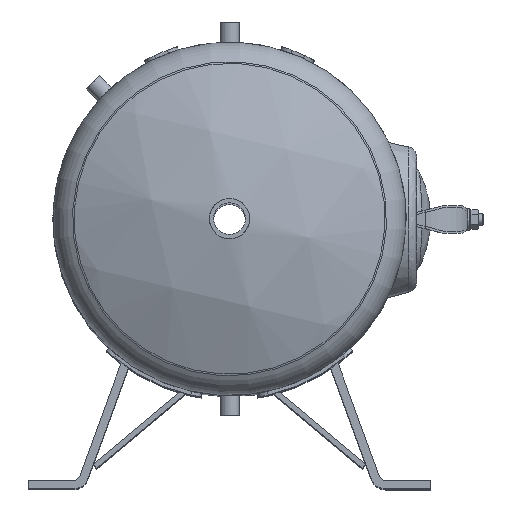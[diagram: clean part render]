
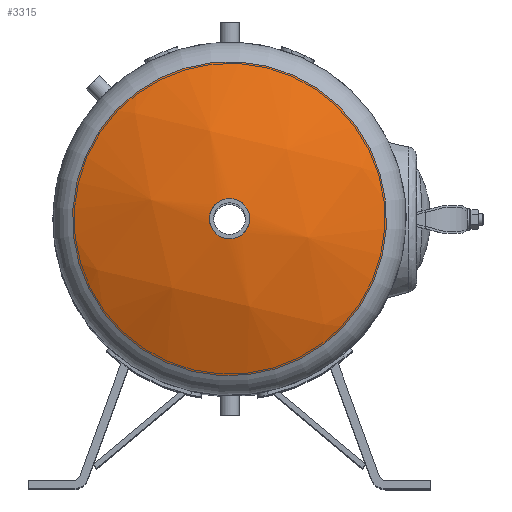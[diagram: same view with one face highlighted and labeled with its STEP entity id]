
A CAD part, top view. The second image highlights one B-rep face of the part: STEP entity #3315.
In plain terms, the highlighted spherical face has radius 500 mm.
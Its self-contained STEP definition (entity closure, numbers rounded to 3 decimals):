
#133=SPHERICAL_SURFACE('',#3583,500.);
#221=FACE_BOUND('',#784,.T.);
#305=CIRCLE('',#3576,28.5);
#309=CIRCLE('',#3584,222.222);
#550=FACE_OUTER_BOUND('',#783,.T.);
#783=EDGE_LOOP('',(#2712));
#784=EDGE_LOOP('',(#2713));
#1605=VERTEX_POINT('',#5911);
#1609=VERTEX_POINT('',#5923);
#2003=EDGE_CURVE('',#1605,#1605,#305,.T.);
#2007=EDGE_CURVE('',#1609,#1609,#309,.T.);
#2712=ORIENTED_EDGE('',*,*,#2007,.F.);
#2713=ORIENTED_EDGE('',*,*,#2003,.T.);
#3315=ADVANCED_FACE('',(#550,#221),#133,.T.);
#3576=AXIS2_PLACEMENT_3D('',#5912,#4196,#4197);
#3583=AXIS2_PLACEMENT_3D('',#5922,#4210,#4211);
#3584=AXIS2_PLACEMENT_3D('',#5924,#4212,#4213);
#4196=DIRECTION('center_axis',(0.,-1.,0.));
#4197=DIRECTION('ref_axis',(-1.,0.,0.));
#4210=DIRECTION('center_axis',(0.,0.,1.));
#4211=DIRECTION('ref_axis',(1.,0.,0.));
#4212=DIRECTION('center_axis',(0.,-1.,0.));
#4213=DIRECTION('ref_axis',(1.,0.,0.));
#5911=CARTESIAN_POINT('',(28.5,119.187,0.));
#5912=CARTESIAN_POINT('Origin',(0.,119.187,0.));
#5922=CARTESIAN_POINT('Origin',(0.,-380.,0.));
#5923=CARTESIAN_POINT('',(222.222,67.903,0.));
#5924=CARTESIAN_POINT('Origin',(0.,67.903,0.));
